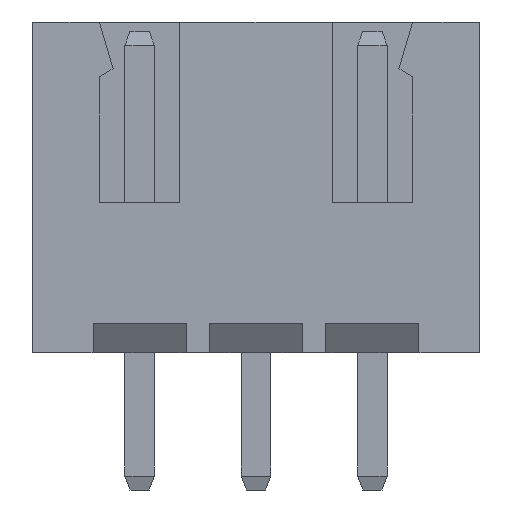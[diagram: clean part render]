
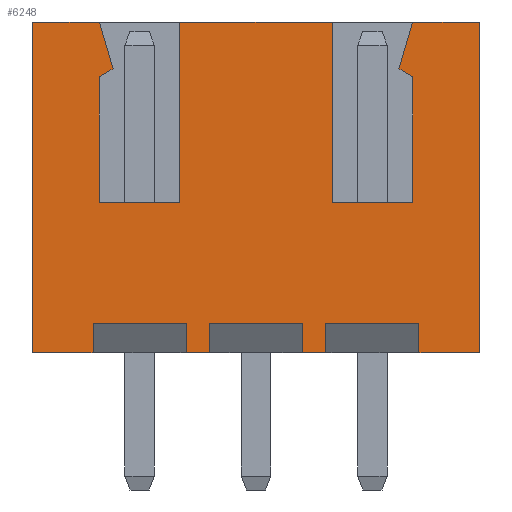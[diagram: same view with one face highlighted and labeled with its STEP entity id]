
A CAD part, front view. The second image highlights one B-rep face of the part: STEP entity #6248.
In plain terms, the highlighted planar face has unit normal (0, -1, 0).
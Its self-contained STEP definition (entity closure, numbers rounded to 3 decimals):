
#395=ORIENTED_EDGE('',*,*,#1689,.F.);
#396=ORIENTED_EDGE('',*,*,#1648,.T.);
#397=ORIENTED_EDGE('',*,*,#1690,.F.);
#398=ORIENTED_EDGE('',*,*,#1691,.F.);
#399=ORIENTED_EDGE('',*,*,#1692,.F.);
#400=ORIENTED_EDGE('',*,*,#1693,.F.);
#401=ORIENTED_EDGE('',*,*,#1694,.F.);
#402=ORIENTED_EDGE('',*,*,#1652,.T.);
#403=ORIENTED_EDGE('',*,*,#1695,.T.);
#404=ORIENTED_EDGE('',*,*,#1696,.F.);
#405=ORIENTED_EDGE('',*,*,#1697,.F.);
#406=ORIENTED_EDGE('',*,*,#1698,.T.);
#407=ORIENTED_EDGE('',*,*,#1699,.T.);
#408=ORIENTED_EDGE('',*,*,#1700,.F.);
#409=ORIENTED_EDGE('',*,*,#1701,.F.);
#410=ORIENTED_EDGE('',*,*,#1702,.T.);
#411=ORIENTED_EDGE('',*,*,#1703,.T.);
#412=ORIENTED_EDGE('',*,*,#1664,.F.);
#413=ORIENTED_EDGE('',*,*,#1704,.F.);
#414=ORIENTED_EDGE('',*,*,#1705,.T.);
#415=ORIENTED_EDGE('',*,*,#1706,.T.);
#416=ORIENTED_EDGE('',*,*,#1670,.F.);
#417=ORIENTED_EDGE('',*,*,#1707,.F.);
#418=ORIENTED_EDGE('',*,*,#1708,.T.);
#419=ORIENTED_EDGE('',*,*,#1709,.F.);
#420=ORIENTED_EDGE('',*,*,#1710,.F.);
#421=ORIENTED_EDGE('',*,*,#1711,.F.);
#422=ORIENTED_EDGE('',*,*,#1712,.F.);
#1648=EDGE_CURVE('',#2296,#2298,#2722,.T.);
#1652=EDGE_CURVE('',#2300,#2302,#2726,.T.);
#1664=EDGE_CURVE('',#2313,#2314,#2738,.T.);
#1670=EDGE_CURVE('',#2319,#2320,#2744,.T.);
#1689=EDGE_CURVE('',#2296,#2335,#2763,.T.);
#1690=EDGE_CURVE('',#2336,#2298,#2764,.T.);
#1691=EDGE_CURVE('',#2337,#2336,#2765,.T.);
#1692=EDGE_CURVE('',#2338,#2337,#2766,.T.);
#1693=EDGE_CURVE('',#2339,#2338,#2767,.T.);
#1694=EDGE_CURVE('',#2300,#2339,#2768,.T.);
#1695=EDGE_CURVE('',#2302,#2340,#2769,.T.);
#1696=EDGE_CURVE('',#2341,#2340,#2770,.T.);
#1697=EDGE_CURVE('',#2342,#2341,#2771,.T.);
#1698=EDGE_CURVE('',#2342,#2343,#2772,.T.);
#1699=EDGE_CURVE('',#2343,#2344,#2773,.T.);
#1700=EDGE_CURVE('',#2345,#2344,#2774,.T.);
#1701=EDGE_CURVE('',#2346,#2345,#2775,.T.);
#1702=EDGE_CURVE('',#2346,#2347,#2776,.T.);
#1703=EDGE_CURVE('',#2347,#2314,#2777,.T.);
#1704=EDGE_CURVE('',#2348,#2313,#2778,.T.);
#1705=EDGE_CURVE('',#2348,#2349,#2779,.T.);
#1706=EDGE_CURVE('',#2349,#2320,#2780,.T.);
#1707=EDGE_CURVE('',#2350,#2319,#2781,.T.);
#1708=EDGE_CURVE('',#2350,#2351,#2782,.T.);
#1709=EDGE_CURVE('',#2352,#2351,#2783,.T.);
#1710=EDGE_CURVE('',#2353,#2352,#2784,.T.);
#1711=EDGE_CURVE('',#2354,#2353,#2785,.T.);
#1712=EDGE_CURVE('',#2335,#2354,#2786,.T.);
#2296=VERTEX_POINT('',#7641);
#2298=VERTEX_POINT('',#7645);
#2300=VERTEX_POINT('',#7650);
#2302=VERTEX_POINT('',#7654);
#2313=VERTEX_POINT('',#7680);
#2314=VERTEX_POINT('',#7682);
#2319=VERTEX_POINT('',#7694);
#2320=VERTEX_POINT('',#7695);
#2335=VERTEX_POINT('',#7731);
#2336=VERTEX_POINT('',#7733);
#2337=VERTEX_POINT('',#7735);
#2338=VERTEX_POINT('',#7737);
#2339=VERTEX_POINT('',#7739);
#2340=VERTEX_POINT('',#7742);
#2341=VERTEX_POINT('',#7744);
#2342=VERTEX_POINT('',#7746);
#2343=VERTEX_POINT('',#7748);
#2344=VERTEX_POINT('',#7750);
#2345=VERTEX_POINT('',#7752);
#2346=VERTEX_POINT('',#7754);
#2347=VERTEX_POINT('',#7756);
#2348=VERTEX_POINT('',#7759);
#2349=VERTEX_POINT('',#7761);
#2350=VERTEX_POINT('',#7764);
#2351=VERTEX_POINT('',#7766);
#2352=VERTEX_POINT('',#7768);
#2353=VERTEX_POINT('',#7770);
#2354=VERTEX_POINT('',#7772);
#2722=LINE('',#7646,#3108);
#2726=LINE('',#7655,#3112);
#2738=LINE('',#7681,#3124);
#2744=LINE('',#7693,#3130);
#2763=LINE('',#7730,#3149);
#2764=LINE('',#7732,#3150);
#2765=LINE('',#7734,#3151);
#2766=LINE('',#7736,#3152);
#2767=LINE('',#7738,#3153);
#2768=LINE('',#7740,#3154);
#2769=LINE('',#7741,#3155);
#2770=LINE('',#7743,#3156);
#2771=LINE('',#7745,#3157);
#2772=LINE('',#7747,#3158);
#2773=LINE('',#7749,#3159);
#2774=LINE('',#7751,#3160);
#2775=LINE('',#7753,#3161);
#2776=LINE('',#7755,#3162);
#2777=LINE('',#7757,#3163);
#2778=LINE('',#7758,#3164);
#2779=LINE('',#7760,#3165);
#2780=LINE('',#7762,#3166);
#2781=LINE('',#7763,#3167);
#2782=LINE('',#7765,#3168);
#2783=LINE('',#7767,#3169);
#2784=LINE('',#7769,#3170);
#2785=LINE('',#7771,#3171);
#2786=LINE('',#7773,#3172);
#3108=VECTOR('',#6784,1000.);
#3112=VECTOR('',#6790,1000.);
#3124=VECTOR('',#6808,1000.);
#3130=VECTOR('',#6816,1000.);
#3149=VECTOR('',#6839,1000.);
#3150=VECTOR('',#6840,1000.);
#3151=VECTOR('',#6841,1000.);
#3152=VECTOR('',#6842,1000.);
#3153=VECTOR('',#6843,1000.);
#3154=VECTOR('',#6844,1000.);
#3155=VECTOR('',#6845,1000.);
#3156=VECTOR('',#6846,1000.);
#3157=VECTOR('',#6847,1000.);
#3158=VECTOR('',#6848,1000.);
#3159=VECTOR('',#6849,1000.);
#3160=VECTOR('',#6850,1000.);
#3161=VECTOR('',#6851,1000.);
#3162=VECTOR('',#6852,1000.);
#3163=VECTOR('',#6853,1000.);
#3164=VECTOR('',#6854,1000.);
#3165=VECTOR('',#6855,1000.);
#3166=VECTOR('',#6856,1000.);
#3167=VECTOR('',#6857,1000.);
#3168=VECTOR('',#6858,1000.);
#3169=VECTOR('',#6859,1000.);
#3170=VECTOR('',#6860,1000.);
#3171=VECTOR('',#6861,1000.);
#3172=VECTOR('',#6862,1000.);
#3498=EDGE_LOOP('',(#395,#396,#397,#398,#399,#400,#401,#402,#403,#404,#405,
#406,#407,#408,#409,#410,#411,#412,#413,#414,#415,#416,#417,#418,#419,#420,
#421,#422));
#3792=FACE_BOUND('',#3498,.T.);
#4086=PLANE('',#6548);
#6248=ADVANCED_FACE('',(#3792),#4086,.T.);
#6548=AXIS2_PLACEMENT_3D('',#7729,#6837,#6838);
#6784=DIRECTION('',(-1.,0.,0.));
#6790=DIRECTION('',(-1.,0.,0.));
#6808=DIRECTION('',(-1.,0.,0.));
#6816=DIRECTION('',(-1.,0.,0.));
#6837=DIRECTION('',(0.,-1.,0.));
#6838=DIRECTION('',(0.,0.,-1.));
#6839=DIRECTION('',(0.,0.,-1.));
#6840=DIRECTION('',(0.,0.,1.));
#6841=DIRECTION('',(1.,0.,0.));
#6842=DIRECTION('',(0.,0.,-1.));
#6843=DIRECTION('',(-0.856,0.,-0.517));
#6844=DIRECTION('',(0.281,0.,-0.96));
#6845=DIRECTION('',(0.,0.,-1.));
#6846=DIRECTION('',(-1.,0.,0.));
#6847=DIRECTION('',(0.,0.,-1.));
#6848=DIRECTION('',(1.,0.,0.));
#6849=DIRECTION('',(0.,0.,-1.));
#6850=DIRECTION('',(-1.,0.,0.));
#6851=DIRECTION('',(0.,0.,-1.));
#6852=DIRECTION('',(1.,0.,0.));
#6853=DIRECTION('',(0.,0.,-1.));
#6854=DIRECTION('',(0.,0.,-1.));
#6855=DIRECTION('',(1.,0.,0.));
#6856=DIRECTION('',(0.,0.,-1.));
#6857=DIRECTION('',(0.,0.,-1.));
#6858=DIRECTION('',(-1.,0.,0.));
#6859=DIRECTION('',(0.281,0.,0.96));
#6860=DIRECTION('',(-0.856,0.,0.517));
#6861=DIRECTION('',(0.,0.,1.));
#6862=DIRECTION('',(1.,0.,0.));
#7641=CARTESIAN_POINT('',(1.664,-2.489,7.214));
#7645=CARTESIAN_POINT('',(-1.664,-2.489,7.214));
#7646=CARTESIAN_POINT('',(4.877,-2.489,7.214));
#7650=CARTESIAN_POINT('',(-3.416,-2.489,7.214));
#7654=CARTESIAN_POINT('',(-4.877,-2.489,7.214));
#7655=CARTESIAN_POINT('',(4.877,-2.489,7.214));
#7680=CARTESIAN_POINT('',(1.524,-2.489,0.));
#7681=CARTESIAN_POINT('',(4.877,-2.489,0.));
#7682=CARTESIAN_POINT('',(1.016,-2.489,0.));
#7693=CARTESIAN_POINT('',(4.877,-2.489,0.));
#7694=CARTESIAN_POINT('',(4.877,-2.489,0.));
#7695=CARTESIAN_POINT('',(3.556,-2.489,0.));
#7729=CARTESIAN_POINT('',(4.877,-2.489,0.711));
#7730=CARTESIAN_POINT('',(1.664,-2.489,7.214));
#7731=CARTESIAN_POINT('',(1.664,-2.489,3.277));
#7732=CARTESIAN_POINT('',(-1.664,-2.489,3.277));
#7733=CARTESIAN_POINT('',(-1.664,-2.489,3.277));
#7734=CARTESIAN_POINT('',(-3.416,-2.489,3.277));
#7735=CARTESIAN_POINT('',(-3.416,-2.489,3.277));
#7736=CARTESIAN_POINT('',(-3.416,-2.489,6.018));
#7737=CARTESIAN_POINT('',(-3.416,-2.489,6.018));
#7738=CARTESIAN_POINT('',(-3.118,-2.489,6.198));
#7739=CARTESIAN_POINT('',(-3.118,-2.489,6.198));
#7740=CARTESIAN_POINT('',(-3.416,-2.489,7.214));
#7741=CARTESIAN_POINT('',(-4.877,-2.489,0.711));
#7742=CARTESIAN_POINT('',(-4.877,-2.489,0.));
#7743=CARTESIAN_POINT('',(4.877,-2.489,0.));
#7744=CARTESIAN_POINT('',(-3.556,-2.489,0.));
#7745=CARTESIAN_POINT('',(-3.556,-2.489,0.635));
#7746=CARTESIAN_POINT('',(-3.556,-2.489,0.635));
#7747=CARTESIAN_POINT('',(-3.556,-2.489,0.635));
#7748=CARTESIAN_POINT('',(-1.524,-2.489,0.635));
#7749=CARTESIAN_POINT('',(-1.524,-2.489,0.635));
#7750=CARTESIAN_POINT('',(-1.524,-2.489,0.));
#7751=CARTESIAN_POINT('',(4.877,-2.489,0.));
#7752=CARTESIAN_POINT('',(-1.016,-2.489,0.));
#7753=CARTESIAN_POINT('',(-1.016,-2.489,0.635));
#7754=CARTESIAN_POINT('',(-1.016,-2.489,0.635));
#7755=CARTESIAN_POINT('',(-1.016,-2.489,0.635));
#7756=CARTESIAN_POINT('',(1.016,-2.489,0.635));
#7757=CARTESIAN_POINT('',(1.016,-2.489,0.635));
#7758=CARTESIAN_POINT('',(1.524,-2.489,0.635));
#7759=CARTESIAN_POINT('',(1.524,-2.489,0.635));
#7760=CARTESIAN_POINT('',(1.524,-2.489,0.635));
#7761=CARTESIAN_POINT('',(3.556,-2.489,0.635));
#7762=CARTESIAN_POINT('',(3.556,-2.489,0.635));
#7763=CARTESIAN_POINT('',(4.877,-2.489,0.711));
#7764=CARTESIAN_POINT('',(4.877,-2.489,7.214));
#7765=CARTESIAN_POINT('',(4.877,-2.489,7.214));
#7766=CARTESIAN_POINT('',(3.416,-2.489,7.214));
#7767=CARTESIAN_POINT('',(3.118,-2.489,6.198));
#7768=CARTESIAN_POINT('',(3.118,-2.489,6.198));
#7769=CARTESIAN_POINT('',(3.416,-2.489,6.018));
#7770=CARTESIAN_POINT('',(3.416,-2.489,6.018));
#7771=CARTESIAN_POINT('',(3.416,-2.489,3.277));
#7772=CARTESIAN_POINT('',(3.416,-2.489,3.277));
#7773=CARTESIAN_POINT('',(1.664,-2.489,3.277));
